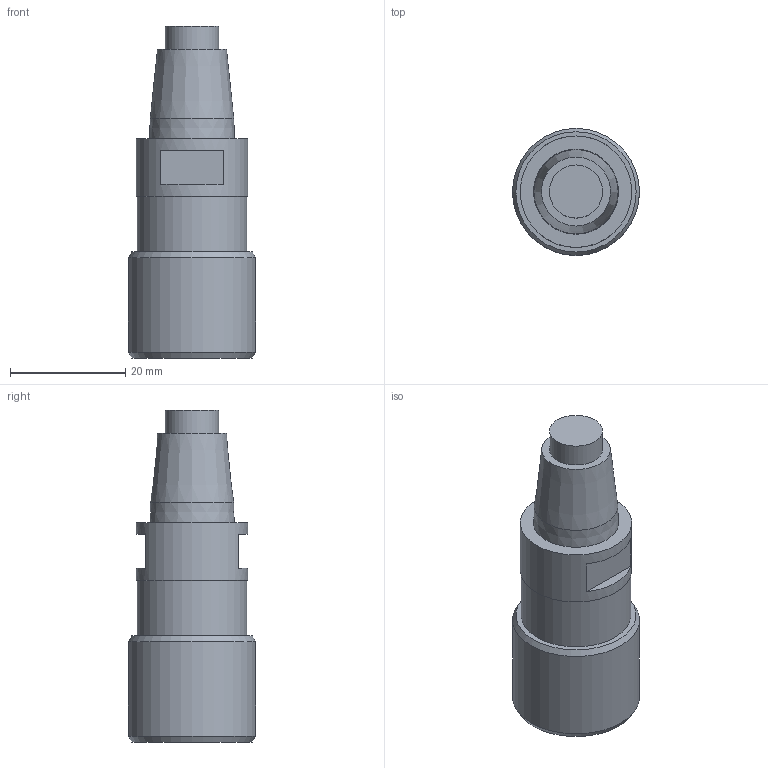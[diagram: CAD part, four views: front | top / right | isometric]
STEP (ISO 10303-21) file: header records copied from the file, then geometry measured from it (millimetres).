
FILE_DESCRIPTION(/* description */ (''),/* implementation_level */ '2;1');
FILE_NAME(/* name */ '1493819470494.stp',/* time_stamp */ '2017-05-03T15:51:14+02:00',/* author */ (''),/* organization */ ('SMS'),/* preprocessor_version */ 'ST-DEVELOPER v15',/* originating_system */ 'SIEMENS PLM Software NX 8.5',/* authorisation */ '');
FILE_SCHEMA (('AUTOMOTIVE_DESIGN { 1 0 10303 214 3 1 1 1 }'));
Length unit declared in the file: millimetre
Products named in the file (1): 200843128MOD000_02
Bounding box: 22 x 22 x 57.5 mm (x, y, z)
Volume: 14959.1 mm3; surface area: 3923.8 mm2
Topology: 1 solids, 1 shells, 20 faces, 36 edges, 23 vertices
Faces by surface type: plane 11, cone 5, cylinder 4
Full cylindrical faces by diameter (mm): 9.2 x1, 19 x1, 19.3 x1, 22 x1
Entity records: 481 total; most frequent: DIRECTION 90, CARTESIAN_POINT 70, ORIENTED_EDGE 50, AXIS2_PLACEMENT_3D 41, EDGE_LOOP 34, FACE_BOUND 26, EDGE_CURVE 25, VERTEX_POINT 21
